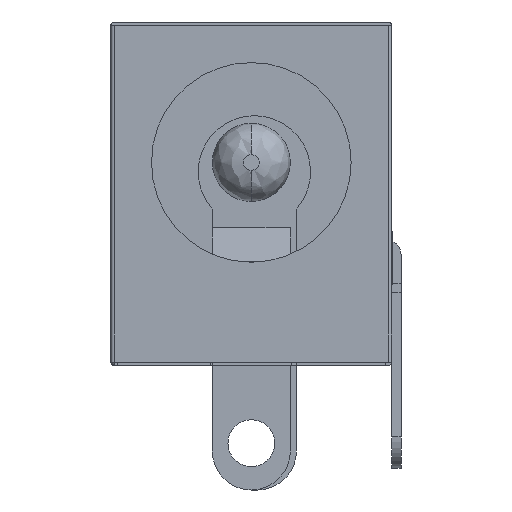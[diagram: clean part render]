
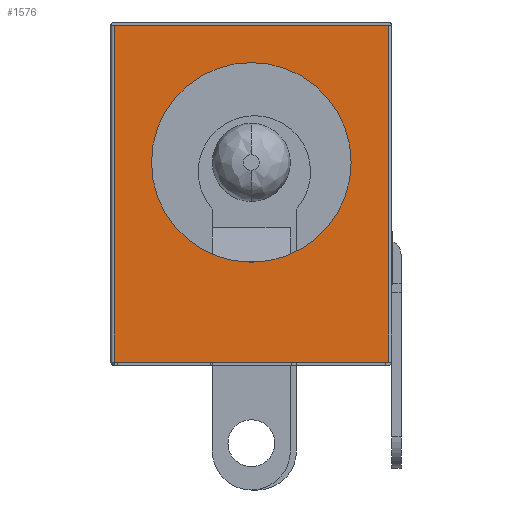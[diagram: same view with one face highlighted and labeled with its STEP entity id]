
A CAD part, left-side view. The second image highlights one B-rep face of the part: STEP entity #1576.
In plain terms, the highlighted planar face has unit normal (-1, 0, 0).
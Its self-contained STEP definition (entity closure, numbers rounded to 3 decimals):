
#279 = CARTESIAN_POINT ( 'NONE',  ( 34.989, 18.278, 8.847 ) ) ;
#283 = CARTESIAN_POINT ( 'NONE',  ( 34.989, 9.378, 8.747 ) ) ;
#404 = CARTESIAN_POINT ( 'NONE',  ( 34.989, 13.778, 1.147 ) ) ;
#1114 = CARTESIAN_POINT ( 'NONE',  ( 34.989, 18.178, 8.747 ) ) ;
#1145 = CARTESIAN_POINT ( 'NONE',  ( 34.989, 9.378, 8.847 ) ) ;
#1275 = EDGE_CURVE ( 'NONE', #7213, #8338, #5227, .T. ) ;
#1326 = ORIENTED_EDGE ( 'NONE', *, *, #1621, .T. ) ;
#1329 = CARTESIAN_POINT ( 'NONE',  ( 34.989, 18.278, 8.747 ) ) ;
#1404 = EDGE_LOOP ( 'NONE', ( #4890, #6568 ) ) ;
#1457 = CIRCLE ( 'NONE', #7144, 3.2 ) ;
#1576 = ADVANCED_FACE ( 'NONE', ( #7023, #2292 ), #6453, .F. ) ;
#1621 = EDGE_CURVE ( 'NONE', #8338, #3350, #8437, .T. ) ;
#1745 = AXIS2_PLACEMENT_3D ( 'NONE', #1813, #7950, #1859 ) ;
#1813 = CARTESIAN_POINT ( 'NONE',  ( 34.989, 13.778, 4.347 ) ) ;
#1842 = CARTESIAN_POINT ( 'NONE',  ( 34.989, 18.178, 8.847 ) ) ;
#1859 = DIRECTION ( 'NONE',  ( 0., 0., -1. ) ) ;
#2292 = FACE_OUTER_BOUND ( 'NONE', #8348, .T. ) ;
#2335 = DIRECTION ( 'NONE',  ( 0., -1., 0. ) ) ;
#2552 = CARTESIAN_POINT ( 'NONE',  ( 34.989, 13.778, 4.347 ) ) ;
#2836 = EDGE_CURVE ( 'NONE', #7628, #7213, #7413, .T. ) ;
#3005 = DIRECTION ( 'NONE',  ( 0., -1., 0. ) ) ;
#3221 = VECTOR ( 'NONE', #4022, 1000. ) ;
#3350 = VERTEX_POINT ( 'NONE', #8227 ) ;
#3449 = VECTOR ( 'NONE', #7998, 1000. ) ;
#3614 = AXIS2_PLACEMENT_3D ( 'NONE', #279, #8519, #3005 ) ;
#3864 = ORIENTED_EDGE ( 'NONE', *, *, #1275, .T. ) ;
#4022 = DIRECTION ( 'NONE',  ( 0., 1., 0. ) ) ;
#4740 = CIRCLE ( 'NONE', #1745, 3.2 ) ;
#4890 = ORIENTED_EDGE ( 'NONE', *, *, #6125, .F. ) ;
#5227 = LINE ( 'NONE', #1842, #7891 ) ;
#5272 = DIRECTION ( 'NONE',  ( 0., 0., -1. ) ) ;
#5388 = CARTESIAN_POINT ( 'NONE',  ( 34.989, 18.178, -2.053 ) ) ;
#5680 = VERTEX_POINT ( 'NONE', #7855 ) ;
#6062 = VERTEX_POINT ( 'NONE', #404 ) ;
#6125 = EDGE_CURVE ( 'NONE', #6062, #5680, #1457, .T. ) ;
#6453 = PLANE ( 'NONE',  #3614 ) ;
#6568 = ORIENTED_EDGE ( 'NONE', *, *, #7712, .F. ) ;
#6632 = DIRECTION ( 'NONE',  ( -1., 0., 0. ) ) ;
#6824 = ORIENTED_EDGE ( 'NONE', *, *, #8577, .T. ) ;
#6919 = VECTOR ( 'NONE', #2335, 1000. ) ;
#7018 = ORIENTED_EDGE ( 'NONE', *, *, #2836, .T. ) ;
#7023 = FACE_BOUND ( 'NONE', #1404, .T. ) ;
#7144 = AXIS2_PLACEMENT_3D ( 'NONE', #2552, #6632, #8730 ) ;
#7213 = VERTEX_POINT ( 'NONE', #1114 ) ;
#7240 = CARTESIAN_POINT ( 'NONE',  ( 34.989, 18.278, -2.053 ) ) ;
#7413 = LINE ( 'NONE', #1329, #3221 ) ;
#7628 = VERTEX_POINT ( 'NONE', #283 ) ;
#7712 = EDGE_CURVE ( 'NONE', #5680, #6062, #4740, .T. ) ;
#7855 = CARTESIAN_POINT ( 'NONE',  ( 34.989, 13.778, 7.547 ) ) ;
#7891 = VECTOR ( 'NONE', #5272, 1000. ) ;
#7950 = DIRECTION ( 'NONE',  ( -1., 0., 0. ) ) ;
#7998 = DIRECTION ( 'NONE',  ( 0., 0., 1. ) ) ;
#8227 = CARTESIAN_POINT ( 'NONE',  ( 34.989, 9.378, -2.053 ) ) ;
#8338 = VERTEX_POINT ( 'NONE', #5388 ) ;
#8348 = EDGE_LOOP ( 'NONE', ( #1326, #6824, #7018, #3864 ) ) ;
#8437 = LINE ( 'NONE', #7240, #6919 ) ;
#8519 = DIRECTION ( 'NONE',  ( 1., 0., 0. ) ) ;
#8577 = EDGE_CURVE ( 'NONE', #3350, #7628, #8745, .T. ) ;
#8730 = DIRECTION ( 'NONE',  ( 0., 0., -1. ) ) ;
#8745 = LINE ( 'NONE', #1145, #3449 ) ;
